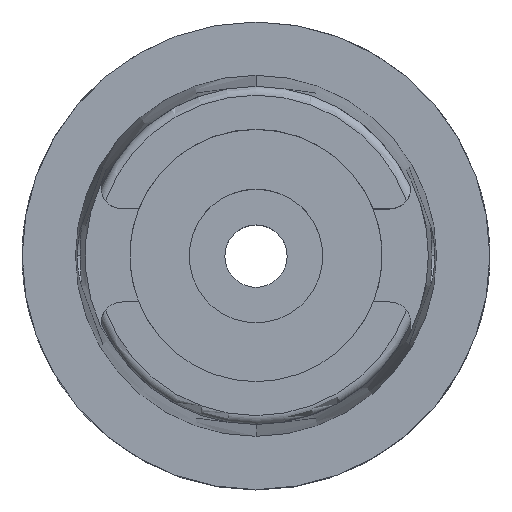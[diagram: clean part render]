
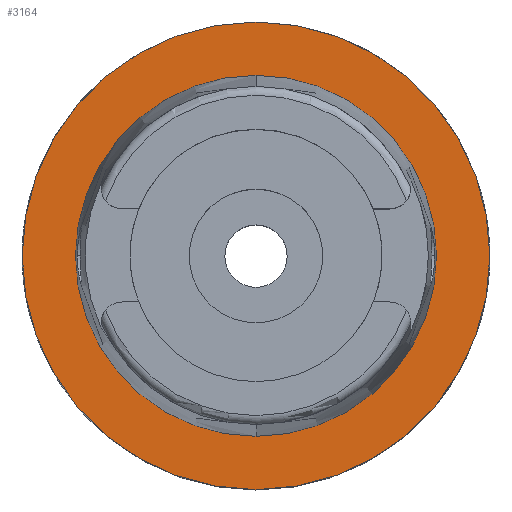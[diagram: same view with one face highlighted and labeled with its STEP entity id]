
A CAD part, top view. The second image highlights one B-rep face of the part: STEP entity #3164.
In plain terms, the highlighted planar face has unit normal (0, 0, 1).
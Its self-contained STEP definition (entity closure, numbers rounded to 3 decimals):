
#660=CARTESIAN_POINT('',(0.,0.,0.));
#661=DIRECTION('',(0.,0.,-1.));
#662=DIRECTION('',(0.,-1.,0.));
#663=AXIS2_PLACEMENT_3D('',#660,#661,#662);
#668=CARTESIAN_POINT('',(0.,0.,0.));
#669=DIRECTION('',(0.,0.,-1.));
#670=DIRECTION('',(0.,1.,0.));
#671=AXIS2_PLACEMENT_3D('',#668,#669,#670);
#676=CARTESIAN_POINT('',(0.,0.,0.));
#677=DIRECTION('',(0.,0.,1.));
#678=DIRECTION('',(0.,-1.,0.));
#679=AXIS2_PLACEMENT_3D('',#676,#677,#678);
#684=CARTESIAN_POINT('',(0.,0.,0.));
#685=DIRECTION('',(0.,0.,1.));
#686=DIRECTION('',(0.,1.,0.));
#687=AXIS2_PLACEMENT_3D('',#684,#685,#686);
#2500=CARTESIAN_POINT('',(0.,-24.315,0.));
#2501=VERTEX_POINT('',#2500);
#2502=CARTESIAN_POINT('',(0.,24.315,0.));
#2503=VERTEX_POINT('',#2502);
#2510=CARTESIAN_POINT('',(0.,-31.5,0.));
#2511=CARTESIAN_POINT('',(0.,31.5,0.));
#2512=VERTEX_POINT('',#2510);
#2513=VERTEX_POINT('',#2511);
#3149=CARTESIAN_POINT('',(0.,0.,0.));
#3150=DIRECTION('',(0.,0.,-1.));
#3151=DIRECTION('',(0.,-1.,0.));
#3152=AXIS2_PLACEMENT_3D('',#3149,#3150,#3151);
#3153=PLANE('',#3152);
#3155=ORIENTED_EDGE('',*,*,#3154,.T.);
#3157=ORIENTED_EDGE('',*,*,#3156,.T.);
#3158=EDGE_LOOP('',(#3155,#3157));
#3159=FACE_OUTER_BOUND('',#3158,.F.);
#3160=ORIENTED_EDGE('',*,*,#3022,.T.);
#3161=ORIENTED_EDGE('',*,*,#3123,.T.);
#3162=EDGE_LOOP('',(#3160,#3161));
#3163=FACE_BOUND('',#3162,.F.);
#664=CIRCLE('',#663,31.5);
#672=CIRCLE('',#671,31.5);
#680=CIRCLE('',#679,24.315);
#688=CIRCLE('',#687,24.315);
#3022=EDGE_CURVE('',#2501,#2503,#680,.T.);
#3123=EDGE_CURVE('',#2503,#2501,#688,.T.);
#3154=EDGE_CURVE('',#2512,#2513,#664,.T.);
#3156=EDGE_CURVE('',#2513,#2512,#672,.T.);
#3164=ADVANCED_FACE('',(#3159,#3163),#3153,.F.);
